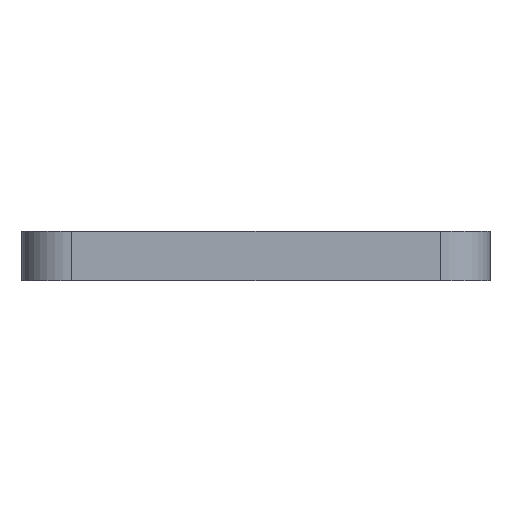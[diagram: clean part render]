
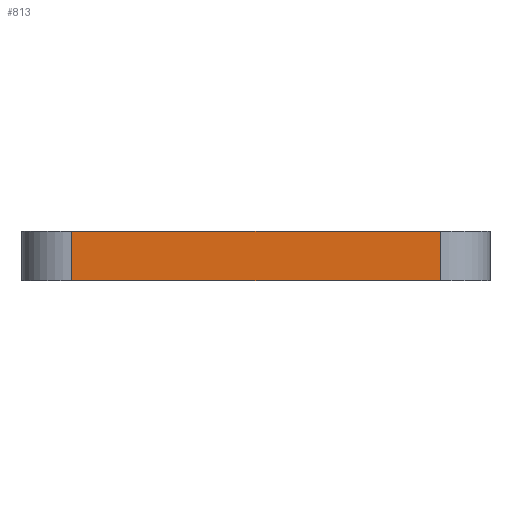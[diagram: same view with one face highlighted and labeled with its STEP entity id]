
A CAD part, front view. The second image highlights one B-rep face of the part: STEP entity #813.
In plain terms, the highlighted planar face has unit normal (0, -1, 0).
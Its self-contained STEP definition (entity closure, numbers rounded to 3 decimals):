
#13 = CARTESIAN_POINT ( 'NONE',  ( 23.5, 0., -5. ) ) ;
#41 = VECTOR ( 'NONE', #598, 1000. ) ;
#43 = EDGE_CURVE ( 'NONE', #734, #375, #870, .T. ) ;
#48 = AXIS2_PLACEMENT_3D ( 'NONE', #13, #201, #562 ) ;
#64 = ORIENTED_EDGE ( 'NONE', *, *, #43, .T. ) ;
#90 = VERTEX_POINT ( 'NONE', #443 ) ;
#166 = EDGE_CURVE ( 'NONE', #90, #264, #386, .T. ) ;
#169 = EDGE_LOOP ( 'NONE', ( #185, #504, #473, #64 ) ) ;
#183 = CARTESIAN_POINT ( 'NONE',  ( -18.5, 0., 0. ) ) ;
#185 = ORIENTED_EDGE ( 'NONE', *, *, #474, .T. ) ;
#189 = CARTESIAN_POINT ( 'NONE',  ( -18.5, 0., -5. ) ) ;
#201 = DIRECTION ( 'NONE',  ( 0., -1., 0. ) ) ;
#213 = FACE_OUTER_BOUND ( 'NONE', #169, .T. ) ;
#219 = EDGE_CURVE ( 'NONE', #734, #264, #529, .T. ) ;
#227 = DIRECTION ( 'NONE',  ( 1., 0., 0. ) ) ;
#264 = VERTEX_POINT ( 'NONE', #706 ) ;
#284 = LINE ( 'NONE', #572, #879 ) ;
#374 = CARTESIAN_POINT ( 'NONE',  ( -18.5, 0., -5. ) ) ;
#375 = VERTEX_POINT ( 'NONE', #189 ) ;
#386 = LINE ( 'NONE', #390, #41 ) ;
#390 = CARTESIAN_POINT ( 'NONE',  ( 18.5, 0., -5. ) ) ;
#438 = DIRECTION ( 'NONE',  ( 0., 0., -1. ) ) ;
#443 = CARTESIAN_POINT ( 'NONE',  ( 18.5, 0., -5. ) ) ;
#463 = CARTESIAN_POINT ( 'NONE',  ( 23.5, 0., 0. ) ) ;
#473 = ORIENTED_EDGE ( 'NONE', *, *, #219, .F. ) ;
#474 = EDGE_CURVE ( 'NONE', #375, #90, #284, .T. ) ;
#504 = ORIENTED_EDGE ( 'NONE', *, *, #166, .T. ) ;
#529 = LINE ( 'NONE', #463, #569 ) ;
#562 = DIRECTION ( 'NONE',  ( 1., 0., 0. ) ) ;
#569 = VECTOR ( 'NONE', #676, 1000. ) ;
#572 = CARTESIAN_POINT ( 'NONE',  ( 23.5, 0., -5. ) ) ;
#598 = DIRECTION ( 'NONE',  ( 0., 0., 1. ) ) ;
#659 = PLANE ( 'NONE',  #48 ) ;
#676 = DIRECTION ( 'NONE',  ( 1., 0., 0. ) ) ;
#706 = CARTESIAN_POINT ( 'NONE',  ( 18.5, 0., 0. ) ) ;
#734 = VERTEX_POINT ( 'NONE', #183 ) ;
#813 = ADVANCED_FACE ( 'NONE', ( #213 ), #659, .T. ) ;
#828 = VECTOR ( 'NONE', #438, 1000. ) ;
#870 = LINE ( 'NONE', #374, #828 ) ;
#879 = VECTOR ( 'NONE', #227, 1000. ) ;
